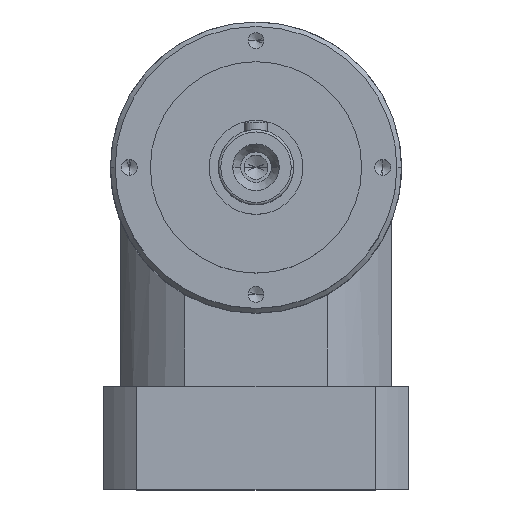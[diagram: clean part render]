
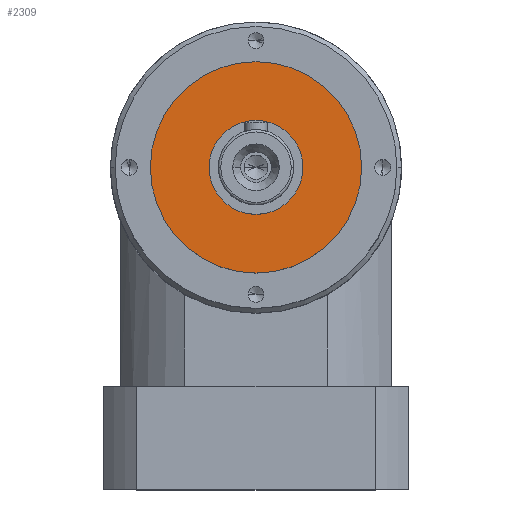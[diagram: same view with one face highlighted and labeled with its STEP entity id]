
A CAD part, top view. The second image highlights one B-rep face of the part: STEP entity #2309.
In plain terms, the highlighted planar face has unit normal (0, 0, 1).
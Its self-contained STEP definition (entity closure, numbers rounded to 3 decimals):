
#54 = FACE_BOUND ( 'NONE', #5538, .T. ) ;
#60 = EDGE_CURVE ( 'NONE', #1862, #2954, #5362, .T. ) ;
#278 = DIRECTION ( 'NONE',  ( 0., 0., 1. ) ) ;
#307 = CARTESIAN_POINT ( 'NONE',  ( -20., 0., 77.5 ) ) ;
#455 = CIRCLE ( 'NONE', #5451, 20. ) ;
#1314 = CARTESIAN_POINT ( 'NONE',  ( -45., 0., 77.5 ) ) ;
#1372 = EDGE_CURVE ( 'NONE', #4687, #3175, #2874, .T. ) ;
#1480 = ORIENTED_EDGE ( 'NONE', *, *, #1372, .T. ) ;
#1528 = CARTESIAN_POINT ( 'NONE',  ( 0., 0., 77.5 ) ) ;
#1532 = ORIENTED_EDGE ( 'NONE', *, *, #2863, .F. ) ;
#1547 = DIRECTION ( 'NONE',  ( 1., 0., 0. ) ) ;
#1589 = DIRECTION ( 'NONE',  ( 0., 0., 1. ) ) ;
#1644 = CARTESIAN_POINT ( 'NONE',  ( 0., 0., 77.5 ) ) ;
#1713 = DIRECTION ( 'NONE',  ( 0., 0., 1. ) ) ;
#1729 = DIRECTION ( 'NONE',  ( 1., 0., 0. ) ) ;
#1745 = CARTESIAN_POINT ( 'NONE',  ( 45., 0., 77.5 ) ) ;
#1781 = PLANE ( 'NONE',  #5404 ) ;
#1819 = CARTESIAN_POINT ( 'NONE',  ( 0., 0., 77.5 ) ) ;
#1853 = DIRECTION ( 'NONE',  ( 1., 0., 0. ) ) ;
#1862 = VERTEX_POINT ( 'NONE', #307 ) ;
#1866 = CARTESIAN_POINT ( 'NONE',  ( 0., 0., 77.5 ) ) ;
#1974 = CARTESIAN_POINT ( 'NONE',  ( 20., 0., 77.5 ) ) ;
#2029 = DIRECTION ( 'NONE',  ( 0., 0., 1. ) ) ;
#2110 = CIRCLE ( 'NONE', #3259, 45. ) ;
#2142 = CARTESIAN_POINT ( 'NONE',  ( 0., 0., 77.5 ) ) ;
#2309 = ADVANCED_FACE ( 'NONE', ( #54, #6123 ), #1781, .T. ) ;
#2455 = AXIS2_PLACEMENT_3D ( 'NONE', #2142, #4834, #5993 ) ;
#2729 = DIRECTION ( 'NONE',  ( 1., 0., 0. ) ) ;
#2863 = EDGE_CURVE ( 'NONE', #2954, #1862, #455, .T. ) ;
#2874 = CIRCLE ( 'NONE', #2455, 45. ) ;
#2954 = VERTEX_POINT ( 'NONE', #1974 ) ;
#3039 = ORIENTED_EDGE ( 'NONE', *, *, #60, .F. ) ;
#3072 = ORIENTED_EDGE ( 'NONE', *, *, #5108, .T. ) ;
#3175 = VERTEX_POINT ( 'NONE', #1314 ) ;
#3259 = AXIS2_PLACEMENT_3D ( 'NONE', #1644, #1589, #1547 ) ;
#4368 = AXIS2_PLACEMENT_3D ( 'NONE', #1528, #2029, #1853 ) ;
#4687 = VERTEX_POINT ( 'NONE', #1745 ) ;
#4834 = DIRECTION ( 'NONE',  ( 0., 0., 1. ) ) ;
#5108 = EDGE_CURVE ( 'NONE', #3175, #4687, #2110, .T. ) ;
#5362 = CIRCLE ( 'NONE', #4368, 20. ) ;
#5404 = AXIS2_PLACEMENT_3D ( 'NONE', #1819, #1713, #1729 ) ;
#5451 = AXIS2_PLACEMENT_3D ( 'NONE', #1866, #278, #2729 ) ;
#5538 = EDGE_LOOP ( 'NONE', ( #3039, #1532 ) ) ;
#5574 = EDGE_LOOP ( 'NONE', ( #3072, #1480 ) ) ;
#5993 = DIRECTION ( 'NONE',  ( 1., 0., 0. ) ) ;
#6123 = FACE_OUTER_BOUND ( 'NONE', #5574, .T. ) ;
